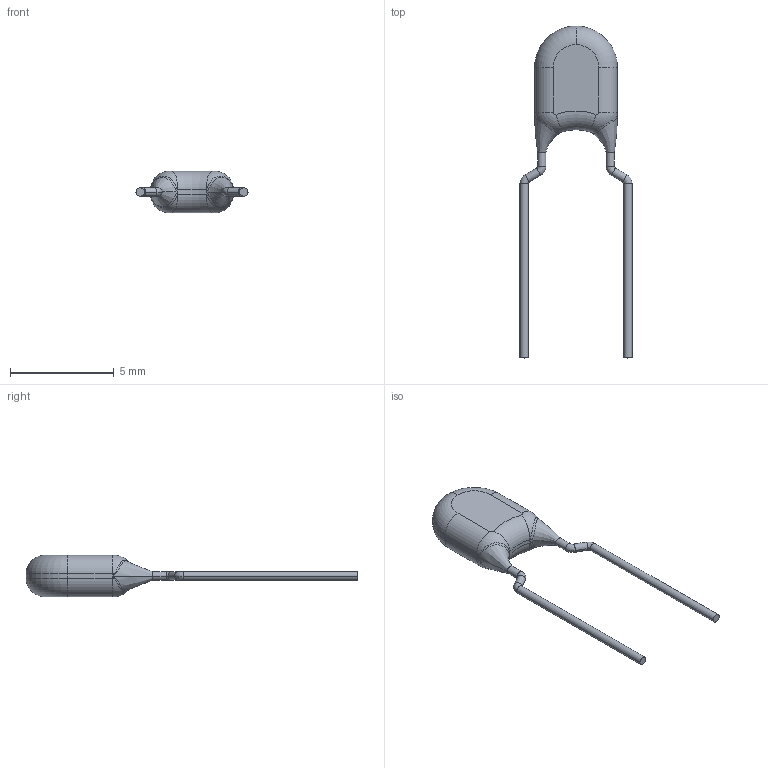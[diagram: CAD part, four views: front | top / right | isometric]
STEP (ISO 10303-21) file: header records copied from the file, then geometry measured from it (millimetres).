
FILE_DESCRIPTION (( 'STEP AP214' ), '1' );
FILE_NAME ('NXRS15WB333JA3A016.STEP', '2020-08-13T12:35:11', ( '' ), ( '' ), 'SwSTEP 2.0', 'SolidWorks 2017', '' );
FILE_SCHEMA (( 'AUTOMOTIVE_DESIGN' ));
Length unit declared in the file: millimetre
Products named in the file (1): NXRS15WB333JA3A016
Bounding box: 5.4 x 16 x 2 mm (x, y, z)
Volume: 35.5 mm3; surface area: 86.2 mm2
Topology: 3 solids, 3 shells, 73 faces, 155 edges, 84 vertices
Faces by surface type: cylinder 27, torus 18, bspline 18, plane 10
Entity records: 2688 total; most frequent: CARTESIAN_POINT 1170, DIRECTION 315, ORIENTED_EDGE 302, EDGE_CURVE 151, AXIS2_PLACEMENT_3D 142, CIRCLE 86, VERTEX_POINT 84, ADVANCED_FACE 73
